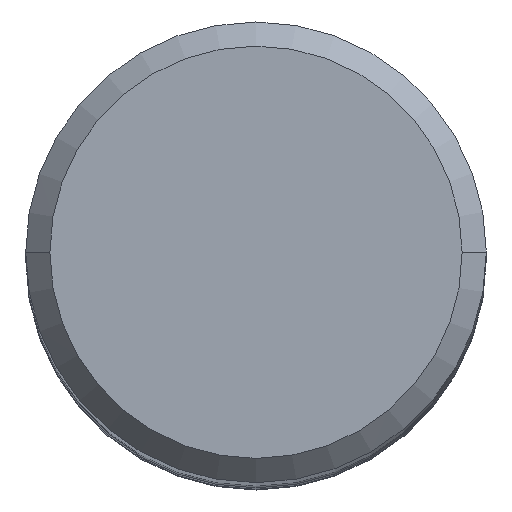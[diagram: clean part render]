
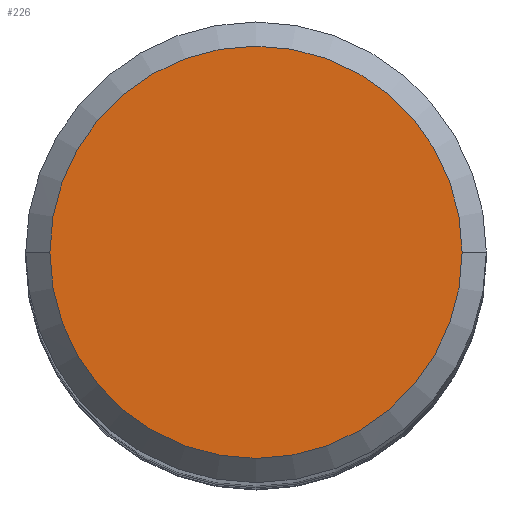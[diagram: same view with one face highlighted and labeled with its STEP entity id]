
A CAD part, top view. The second image highlights one B-rep face of the part: STEP entity #226.
In plain terms, the highlighted planar face has unit normal (0, 0, 1).
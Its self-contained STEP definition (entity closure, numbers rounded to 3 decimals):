
#52=PLANE('',#1812);
#226=ADVANCED_FACE('',(#348),#52,.F.);
#348=FACE_OUTER_BOUND('',#446,.T.);
#446=EDGE_LOOP('',(#824,#825));
#824=ORIENTED_EDGE('',*,*,#1138,.F.);
#825=ORIENTED_EDGE('',*,*,#1139,.F.);
#944=VERTEX_POINT('',#3476);
#945=VERTEX_POINT('',#3481);
#1138=EDGE_CURVE('',#945,#944,#1353,.T.);
#1139=EDGE_CURVE('',#944,#945,#1354,.T.);
#1353=CIRCLE('',#1809,8.525);
#1354=CIRCLE('',#1811,8.525);
#1809=AXIS2_PLACEMENT_3D('',#3482,#2285,#2286);
#1811=AXIS2_PLACEMENT_3D('',#3484,#2289,#2290);
#1812=AXIS2_PLACEMENT_3D('',#3485,#2291,#2292);
#2285=DIRECTION('',(0.,0.,-1.));
#2286=DIRECTION('',(-1.,-0.001,0.));
#2289=DIRECTION('',(0.,0.,-1.));
#2290=DIRECTION('',(1.,0.001,0.));
#2291=DIRECTION('',(0.,0.,-1.));
#2292=DIRECTION('',(-1.,-0.001,0.));
#3476=CARTESIAN_POINT('',(8.525,0.005,0.));
#3481=CARTESIAN_POINT('',(-8.525,-0.005,0.));
#3482=CARTESIAN_POINT('',(0.,0.,0.));
#3484=CARTESIAN_POINT('',(0.,0.,0.));
#3485=CARTESIAN_POINT('',(0.,0.,0.));
